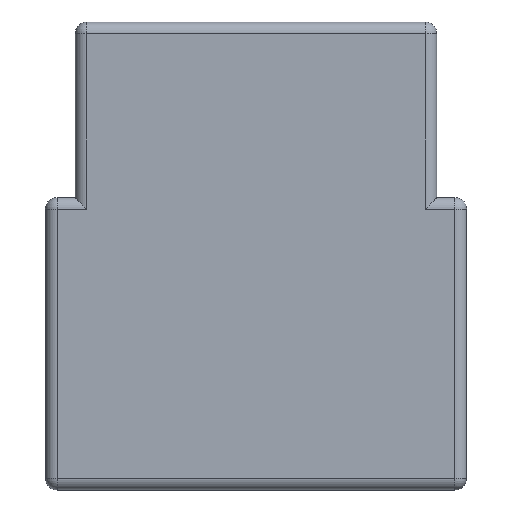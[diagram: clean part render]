
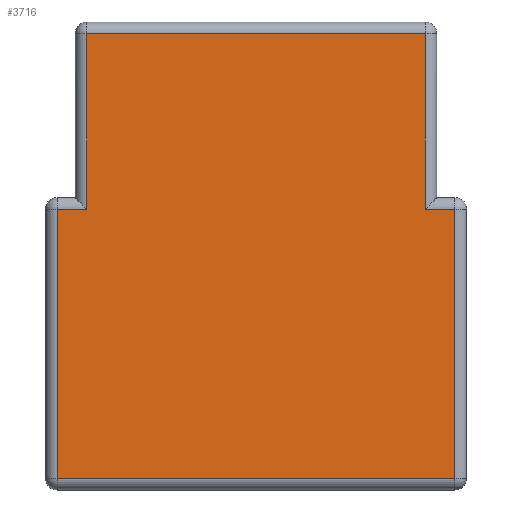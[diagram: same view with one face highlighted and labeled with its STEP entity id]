
A CAD part, front view. The second image highlights one B-rep face of the part: STEP entity #3716.
In plain terms, the highlighted planar face has unit normal (0, -1, 0).
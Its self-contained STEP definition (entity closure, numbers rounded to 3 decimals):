
#24 = VERTEX_POINT('',#25);
#25 = CARTESIAN_POINT('',(33.453,0.,9.));
#33 = CYLINDRICAL_SURFACE('',#34,1.);
#34 = AXIS2_PLACEMENT_3D('',#35,#36,#37);
#35 = CARTESIAN_POINT('',(0.,1.,9.));
#36 = DIRECTION('',(1.,0.,0.));
#37 = DIRECTION('',(0.,-1.,0.));
#51 = CYLINDRICAL_SURFACE('',#52,1.);
#52 = AXIS2_PLACEMENT_3D('',#53,#54,#55);
#53 = CARTESIAN_POINT('',(33.453,1.,0.));
#54 = DIRECTION('',(0.,0.,1.));
#55 = DIRECTION('',(0.,-1.,0.));
#98 = VERTEX_POINT('',#99);
#99 = CARTESIAN_POINT('',(36.,0.,9.));
#124 = EDGE_CURVE('',#24,#98,#125,.T.);
#125 = SURFACE_CURVE('',#126,(#130,#137),.PCURVE_S1.);
#126 = LINE('',#127,#128);
#127 = CARTESIAN_POINT('',(0.,0.,9.));
#128 = VECTOR('',#129,1.);
#129 = DIRECTION('',(1.,0.,0.));
#130 = PCURVE('',#33,#131);
#131 = DEFINITIONAL_REPRESENTATION('',(#132),#136);
#132 = LINE('',#133,#134);
#133 = CARTESIAN_POINT('',(0.,0.));
#134 = VECTOR('',#135,1.);
#135 = DIRECTION('',(0.,1.));
#136 = ( GEOMETRIC_REPRESENTATION_CONTEXT(2) 
PARAMETRIC_REPRESENTATION_CONTEXT() REPRESENTATION_CONTEXT('2D SPACE',''
  ) );
#137 = PCURVE('',#138,#143);
#138 = PLANE('',#139);
#139 = AXIS2_PLACEMENT_3D('',#140,#141,#142);
#140 = CARTESIAN_POINT('',(19.,0.,4.469));
#141 = DIRECTION('',(0.,-1.,0.));
#142 = DIRECTION('',(-1.,0.,0.));
#143 = DEFINITIONAL_REPRESENTATION('',(#144),#148);
#144 = LINE('',#145,#146);
#145 = CARTESIAN_POINT('',(19.,-4.531));
#146 = VECTOR('',#147,1.);
#147 = DIRECTION('',(-1.,0.));
#148 = ( GEOMETRIC_REPRESENTATION_CONTEXT(2) 
PARAMETRIC_REPRESENTATION_CONTEXT() REPRESENTATION_CONTEXT('2D SPACE',''
  ) );
#196 = CYLINDRICAL_SURFACE('',#197,1.);
#197 = AXIS2_PLACEMENT_3D('',#198,#199,#200);
#198 = CARTESIAN_POINT('',(36.,1.,-15.));
#199 = DIRECTION('',(0.,0.,1.));
#200 = DIRECTION('',(0.,-1.,0.));
#214 = VERTEX_POINT('',#215);
#215 = CARTESIAN_POINT('',(2.,0.,9.));
#223 = CYLINDRICAL_SURFACE('',#224,1.);
#224 = AXIS2_PLACEMENT_3D('',#225,#226,#227);
#225 = CARTESIAN_POINT('',(0.,1.,9.));
#226 = DIRECTION('',(1.,0.,0.));
#227 = DIRECTION('',(0.,-1.,0.));
#274 = VERTEX_POINT('',#275);
#275 = CARTESIAN_POINT('',(4.547,0.,9.));
#296 = CYLINDRICAL_SURFACE('',#297,1.);
#297 = AXIS2_PLACEMENT_3D('',#298,#299,#300);
#298 = CARTESIAN_POINT('',(4.547,1.,0.));
#299 = DIRECTION('',(0.,0.,1.));
#300 = DIRECTION('',(0.,-1.,0.));
#314 = EDGE_CURVE('',#214,#274,#315,.T.);
#315 = SURFACE_CURVE('',#316,(#320,#327),.PCURVE_S1.);
#316 = LINE('',#317,#318);
#317 = CARTESIAN_POINT('',(0.,0.,9.));
#318 = VECTOR('',#319,1.);
#319 = DIRECTION('',(1.,0.,0.));
#320 = PCURVE('',#223,#321);
#321 = DEFINITIONAL_REPRESENTATION('',(#322),#326);
#322 = LINE('',#323,#324);
#323 = CARTESIAN_POINT('',(0.,0.));
#324 = VECTOR('',#325,1.);
#325 = DIRECTION('',(0.,1.));
#326 = ( GEOMETRIC_REPRESENTATION_CONTEXT(2) 
PARAMETRIC_REPRESENTATION_CONTEXT() REPRESENTATION_CONTEXT('2D SPACE',''
  ) );
#327 = PCURVE('',#138,#328);
#328 = DEFINITIONAL_REPRESENTATION('',(#329),#333);
#329 = LINE('',#330,#331);
#330 = CARTESIAN_POINT('',(19.,-4.531));
#331 = VECTOR('',#332,1.);
#332 = DIRECTION('',(-1.,0.));
#333 = ( GEOMETRIC_REPRESENTATION_CONTEXT(2) 
PARAMETRIC_REPRESENTATION_CONTEXT() REPRESENTATION_CONTEXT('2D SPACE',''
  ) );
#381 = CYLINDRICAL_SURFACE('',#382,1.);
#382 = AXIS2_PLACEMENT_3D('',#383,#384,#385);
#383 = CARTESIAN_POINT('',(2.,1.,-15.));
#384 = DIRECTION('',(0.,0.,1.));
#385 = DIRECTION('',(0.,-1.,0.));
#399 = VERTEX_POINT('',#400);
#400 = CARTESIAN_POINT('',(2.,0.,-14.));
#408 = CYLINDRICAL_SURFACE('',#409,1.);
#409 = AXIS2_PLACEMENT_3D('',#410,#411,#412);
#410 = CARTESIAN_POINT('',(0.,1.,-14.));
#411 = DIRECTION('',(1.,0.,0.));
#412 = DIRECTION('',(0.,-1.,0.));
#459 = VERTEX_POINT('',#460);
#460 = CARTESIAN_POINT('',(36.,0.,-14.));
#485 = EDGE_CURVE('',#399,#459,#486,.T.);
#486 = SURFACE_CURVE('',#487,(#491,#498),.PCURVE_S1.);
#487 = LINE('',#488,#489);
#488 = CARTESIAN_POINT('',(0.,0.,-14.));
#489 = VECTOR('',#490,1.);
#490 = DIRECTION('',(1.,0.,0.));
#491 = PCURVE('',#408,#492);
#492 = DEFINITIONAL_REPRESENTATION('',(#493),#497);
#493 = LINE('',#494,#495);
#494 = CARTESIAN_POINT('',(0.,0.));
#495 = VECTOR('',#496,1.);
#496 = DIRECTION('',(0.,1.));
#497 = ( GEOMETRIC_REPRESENTATION_CONTEXT(2) 
PARAMETRIC_REPRESENTATION_CONTEXT() REPRESENTATION_CONTEXT('2D SPACE',''
  ) );
#498 = PCURVE('',#138,#499);
#499 = DEFINITIONAL_REPRESENTATION('',(#500),#504);
#500 = LINE('',#501,#502);
#501 = CARTESIAN_POINT('',(19.,18.469));
#502 = VECTOR('',#503,1.);
#503 = DIRECTION('',(-1.,0.));
#504 = ( GEOMETRIC_REPRESENTATION_CONTEXT(2) 
PARAMETRIC_REPRESENTATION_CONTEXT() REPRESENTATION_CONTEXT('2D SPACE',''
  ) );
#814 = EDGE_CURVE('',#399,#214,#815,.T.);
#815 = SURFACE_CURVE('',#816,(#820,#827),.PCURVE_S1.);
#816 = LINE('',#817,#818);
#817 = CARTESIAN_POINT('',(2.,0.,-15.));
#818 = VECTOR('',#819,1.);
#819 = DIRECTION('',(0.,0.,1.));
#820 = PCURVE('',#381,#821);
#821 = DEFINITIONAL_REPRESENTATION('',(#822),#826);
#822 = LINE('',#823,#824);
#823 = CARTESIAN_POINT('',(0.,0.));
#824 = VECTOR('',#825,1.);
#825 = DIRECTION('',(0.,1.));
#826 = ( GEOMETRIC_REPRESENTATION_CONTEXT(2) 
PARAMETRIC_REPRESENTATION_CONTEXT() REPRESENTATION_CONTEXT('2D SPACE',''
  ) );
#827 = PCURVE('',#138,#828);
#828 = DEFINITIONAL_REPRESENTATION('',(#829),#833);
#829 = LINE('',#830,#831);
#830 = CARTESIAN_POINT('',(17.,19.469));
#831 = VECTOR('',#832,1.);
#832 = DIRECTION('',(0.,-1.));
#833 = ( GEOMETRIC_REPRESENTATION_CONTEXT(2) 
PARAMETRIC_REPRESENTATION_CONTEXT() REPRESENTATION_CONTEXT('2D SPACE',''
  ) );
#1118 = EDGE_CURVE('',#459,#98,#1119,.T.);
#1119 = SURFACE_CURVE('',#1120,(#1124,#1131),.PCURVE_S1.);
#1120 = LINE('',#1121,#1122);
#1121 = CARTESIAN_POINT('',(36.,0.,-15.));
#1122 = VECTOR('',#1123,1.);
#1123 = DIRECTION('',(0.,0.,1.));
#1124 = PCURVE('',#196,#1125);
#1125 = DEFINITIONAL_REPRESENTATION('',(#1126),#1130);
#1126 = LINE('',#1127,#1128);
#1127 = CARTESIAN_POINT('',(0.,0.));
#1128 = VECTOR('',#1129,1.);
#1129 = DIRECTION('',(0.,1.));
#1130 = ( GEOMETRIC_REPRESENTATION_CONTEXT(2) 
PARAMETRIC_REPRESENTATION_CONTEXT() REPRESENTATION_CONTEXT('2D SPACE',''
  ) );
#1131 = PCURVE('',#138,#1132);
#1132 = DEFINITIONAL_REPRESENTATION('',(#1133),#1137);
#1133 = LINE('',#1134,#1135);
#1134 = CARTESIAN_POINT('',(-17.,19.469));
#1135 = VECTOR('',#1136,1.);
#1136 = DIRECTION('',(0.,-1.));
#1137 = ( GEOMETRIC_REPRESENTATION_CONTEXT(2) 
PARAMETRIC_REPRESENTATION_CONTEXT() REPRESENTATION_CONTEXT('2D SPACE',''
  ) );
#1687 = EDGE_CURVE('',#24,#1688,#1690,.T.);
#1688 = VERTEX_POINT('',#1689);
#1689 = CARTESIAN_POINT('',(33.453,0.,24.));
#1690 = SURFACE_CURVE('',#1691,(#1695,#1702),.PCURVE_S1.);
#1691 = LINE('',#1692,#1693);
#1692 = CARTESIAN_POINT('',(33.453,0.,0.));
#1693 = VECTOR('',#1694,1.);
#1694 = DIRECTION('',(0.,0.,1.));
#1695 = PCURVE('',#51,#1696);
#1696 = DEFINITIONAL_REPRESENTATION('',(#1697),#1701);
#1697 = LINE('',#1698,#1699);
#1698 = CARTESIAN_POINT('',(0.,0.));
#1699 = VECTOR('',#1700,1.);
#1700 = DIRECTION('',(0.,1.));
#1701 = ( GEOMETRIC_REPRESENTATION_CONTEXT(2) 
PARAMETRIC_REPRESENTATION_CONTEXT() REPRESENTATION_CONTEXT('2D SPACE',''
  ) );
#1702 = PCURVE('',#138,#1703);
#1703 = DEFINITIONAL_REPRESENTATION('',(#1704),#1708);
#1704 = LINE('',#1705,#1706);
#1705 = CARTESIAN_POINT('',(-14.453,4.469));
#1706 = VECTOR('',#1707,1.);
#1707 = DIRECTION('',(0.,-1.));
#1708 = ( GEOMETRIC_REPRESENTATION_CONTEXT(2) 
PARAMETRIC_REPRESENTATION_CONTEXT() REPRESENTATION_CONTEXT('2D SPACE',''
  ) );
#1881 = EDGE_CURVE('',#274,#1882,#1884,.T.);
#1882 = VERTEX_POINT('',#1883);
#1883 = CARTESIAN_POINT('',(4.547,0.,24.));
#1884 = SURFACE_CURVE('',#1885,(#1889,#1896),.PCURVE_S1.);
#1885 = LINE('',#1886,#1887);
#1886 = CARTESIAN_POINT('',(4.547,0.,0.));
#1887 = VECTOR('',#1888,1.);
#1888 = DIRECTION('',(0.,0.,1.));
#1889 = PCURVE('',#296,#1890);
#1890 = DEFINITIONAL_REPRESENTATION('',(#1891),#1895);
#1891 = LINE('',#1892,#1893);
#1892 = CARTESIAN_POINT('',(0.,0.));
#1893 = VECTOR('',#1894,1.);
#1894 = DIRECTION('',(0.,1.));
#1895 = ( GEOMETRIC_REPRESENTATION_CONTEXT(2) 
PARAMETRIC_REPRESENTATION_CONTEXT() REPRESENTATION_CONTEXT('2D SPACE',''
  ) );
#1896 = PCURVE('',#138,#1897);
#1897 = DEFINITIONAL_REPRESENTATION('',(#1898),#1902);
#1898 = LINE('',#1899,#1900);
#1899 = CARTESIAN_POINT('',(14.453,4.469));
#1900 = VECTOR('',#1901,1.);
#1901 = DIRECTION('',(0.,-1.));
#1902 = ( GEOMETRIC_REPRESENTATION_CONTEXT(2) 
PARAMETRIC_REPRESENTATION_CONTEXT() REPRESENTATION_CONTEXT('2D SPACE',''
  ) );
#2775 = CYLINDRICAL_SURFACE('',#2776,1.);
#2776 = AXIS2_PLACEMENT_3D('',#2777,#2778,#2779);
#2777 = CARTESIAN_POINT('',(3.,1.,24.));
#2778 = DIRECTION('',(1.,0.,0.));
#2779 = DIRECTION('',(0.,-1.,0.));
#2859 = EDGE_CURVE('',#1882,#1688,#2860,.T.);
#2860 = SURFACE_CURVE('',#2861,(#2865,#2872),.PCURVE_S1.);
#2861 = LINE('',#2862,#2863);
#2862 = CARTESIAN_POINT('',(3.,0.,24.));
#2863 = VECTOR('',#2864,1.);
#2864 = DIRECTION('',(1.,0.,0.));
#2865 = PCURVE('',#2775,#2866);
#2866 = DEFINITIONAL_REPRESENTATION('',(#2867),#2871);
#2867 = LINE('',#2868,#2869);
#2868 = CARTESIAN_POINT('',(0.,0.));
#2869 = VECTOR('',#2870,1.);
#2870 = DIRECTION('',(0.,1.));
#2871 = ( GEOMETRIC_REPRESENTATION_CONTEXT(2) 
PARAMETRIC_REPRESENTATION_CONTEXT() REPRESENTATION_CONTEXT('2D SPACE',''
  ) );
#2872 = PCURVE('',#138,#2873);
#2873 = DEFINITIONAL_REPRESENTATION('',(#2874),#2878);
#2874 = LINE('',#2875,#2876);
#2875 = CARTESIAN_POINT('',(16.,-19.531));
#2876 = VECTOR('',#2877,1.);
#2877 = DIRECTION('',(-1.,0.));
#2878 = ( GEOMETRIC_REPRESENTATION_CONTEXT(2) 
PARAMETRIC_REPRESENTATION_CONTEXT() REPRESENTATION_CONTEXT('2D SPACE',''
  ) );
#3716 = ADVANCED_FACE('',(#3717),#138,.T.);
#3717 = FACE_BOUND('',#3718,.T.);
#3718 = EDGE_LOOP('',(#3719,#3720,#3721,#3722,#3723,#3724,#3725,#3726));
#3719 = ORIENTED_EDGE('',*,*,#485,.T.);
#3720 = ORIENTED_EDGE('',*,*,#1118,.T.);
#3721 = ORIENTED_EDGE('',*,*,#124,.F.);
#3722 = ORIENTED_EDGE('',*,*,#1687,.T.);
#3723 = ORIENTED_EDGE('',*,*,#2859,.F.);
#3724 = ORIENTED_EDGE('',*,*,#1881,.F.);
#3725 = ORIENTED_EDGE('',*,*,#314,.F.);
#3726 = ORIENTED_EDGE('',*,*,#814,.F.);
